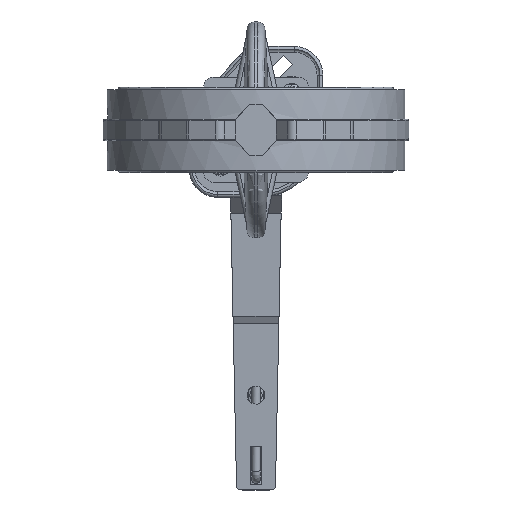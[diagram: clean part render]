
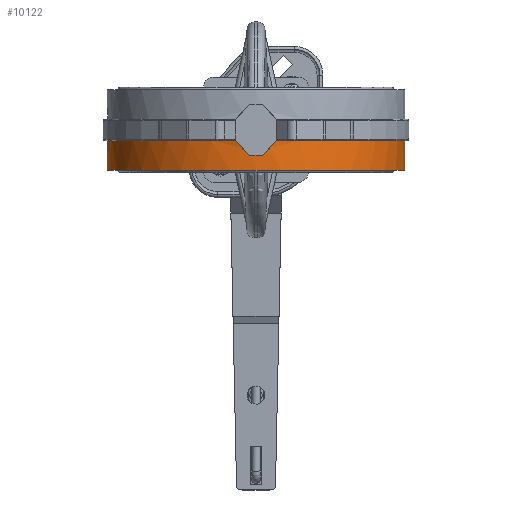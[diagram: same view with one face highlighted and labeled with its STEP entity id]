
A CAD part, front view. The second image highlights one B-rep face of the part: STEP entity #10122.
In plain terms, the highlighted cylindrical face has radius 103.5 mm (diameter 207 mm), a full revolution.
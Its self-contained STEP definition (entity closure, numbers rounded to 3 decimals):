
#2194=CARTESIAN_POINT('',(-15.0,102.407,-7.5));
#2195=VERTEX_POINT('',#2194);
#2202=CARTESIAN_POINT('',(-14.,-102.549,-7.5));
#2203=VERTEX_POINT('',#2202);
#2204=CARTESIAN_POINT('',(0.0,0.0,-7.5));
#2205=DIRECTION('',(0.0,0.0,1.0));
#2206=DIRECTION('',(1.0,0.0,0.0));
#2207=AXIS2_PLACEMENT_3D('',#2204,#2205,#2206);
#2208=CIRCLE('',#2207,103.5);
#2209=EDGE_CURVE('',#2195,#2203,#2208,.T.);
#4106=CARTESIAN_POINT('',(14.,-102.549,-7.5));
#4107=VERTEX_POINT('',#4106);
#4114=CARTESIAN_POINT('',(15.0,102.407,-7.5));
#4115=VERTEX_POINT('',#4114);
#4116=CARTESIAN_POINT('',(0.0,0.0,-7.5));
#4117=DIRECTION('',(0.0,0.0,1.0));
#4118=DIRECTION('',(1.0,0.0,0.0));
#4119=AXIS2_PLACEMENT_3D('',#4116,#4117,#4118);
#4120=CIRCLE('',#4119,103.5);
#4121=EDGE_CURVE('',#4107,#4115,#4120,.T.);
#5635=CARTESIAN_POINT('',(4.5,103.402,-22.5));
#5636=VERTEX_POINT('',#5635);
#5643=CARTESIAN_POINT('',(-4.5,103.402,-22.5));
#5644=VERTEX_POINT('',#5643);
#5645=CARTESIAN_POINT('',(0.0,0.0,-22.5));
#5646=DIRECTION('',(0.0,0.0,-1.0));
#5647=DIRECTION('',(1.0,0.0,0.0));
#5648=AXIS2_PLACEMENT_3D('',#5645,#5646,#5647);
#5649=CIRCLE('',#5648,103.5);
#5650=EDGE_CURVE('',#5644,#5636,#5649,.T.);
#8943=CARTESIAN_POINT('',(4.5,-103.402,-17.75));
#8944=VERTEX_POINT('',#8943);
#8945=CARTESIAN_POINT('',(-4.5,-103.402,-17.75));
#8946=VERTEX_POINT('',#8945);
#8947=CARTESIAN_POINT('',(0.0,0.0,-17.75));
#8948=DIRECTION('',(0.0,0.0,-1.0));
#8949=DIRECTION('',(1.0,0.0,0.0));
#8950=AXIS2_PLACEMENT_3D('',#8947,#8948,#8949);
#8951=CIRCLE('',#8950,103.5);
#8952=EDGE_CURVE('',#8944,#8946,#8951,.T.);
#8984=CARTESIAN_POINT('',(0.0,0.0,-22.605));
#8985=DIRECTION('',(0.733,0.0,-0.68));
#8986=DIRECTION('',(0.68,0.0,0.733));
#8987=AXIS2_PLACEMENT_3D('',#8984,#8985,#8986);
#8988=ELLIPSE('',#8987,152.259,103.5);
#8989=EDGE_CURVE('',#4107,#8944,#8988,.T.);
#9073=CARTESIAN_POINT('',(0.0,0.0,-22.605));
#9074=DIRECTION('',(-0.733,0.0,-0.68));
#9075=DIRECTION('',(0.68,0.0,-0.733));
#9076=AXIS2_PLACEMENT_3D('',#9073,#9074,#9075);
#9077=ELLIPSE('',#9076,152.259,103.5);
#9078=EDGE_CURVE('',#8946,#2203,#9077,.T.);
#9321=CARTESIAN_POINT('',(-4.5,103.402,-17.5));
#9322=VERTEX_POINT('',#9321);
#9329=CARTESIAN_POINT('',(0.0,0.0,-21.786));
#9330=DIRECTION('',(-0.69,0.0,-0.724));
#9331=DIRECTION('',(0.724,0.0,-0.69));
#9332=AXIS2_PLACEMENT_3D('',#9329,#9330,#9331);
#9333=ELLIPSE('',#9332,142.929,103.5);
#9334=EDGE_CURVE('',#2195,#9322,#9333,.T.);
#9347=CARTESIAN_POINT('',(-4.5,103.402,-17.5));
#9348=DIRECTION('',(0.0,0.0,-1.0));
#9349=VECTOR('',#9348,5.0);
#9350=LINE('',#9347,#9349);
#9351=EDGE_CURVE('',#9322,#5644,#9350,.T.);
#9363=CARTESIAN_POINT('',(4.5,103.402,-17.5));
#9364=VERTEX_POINT('',#9363);
#9371=CARTESIAN_POINT('',(4.5,103.402,-22.5));
#9372=DIRECTION('',(0.0,0.0,1.0));
#9373=VECTOR('',#9372,5.0);
#9374=LINE('',#9371,#9373);
#9375=EDGE_CURVE('',#5636,#9364,#9374,.T.);
#9388=CARTESIAN_POINT('',(0.0,0.0,-21.786));
#9389=DIRECTION('',(0.69,0.0,-0.724));
#9390=DIRECTION('',(0.724,0.0,0.69));
#9391=AXIS2_PLACEMENT_3D('',#9388,#9389,#9390);
#9392=ELLIPSE('',#9391,142.929,103.5);
#9393=EDGE_CURVE('',#9364,#4115,#9392,.T.);
#10094=CARTESIAN_POINT('',(0.0,0.0,0.0));
#10095=DIRECTION('',(0.0,0.0,1.0));
#10096=DIRECTION('',(1.0,0.0,0.0));
#10097=AXIS2_PLACEMENT_3D('',#10094,#10095,#10096);
#10098=CYLINDRICAL_SURFACE('',#10097,103.5);
#10099=CARTESIAN_POINT('',(103.5,0.0,-28.));
#10100=VERTEX_POINT('',#10099);
#10101=CARTESIAN_POINT('',(0.0,0.0,-28.));
#10102=DIRECTION('',(0.0,0.0,1.0));
#10103=DIRECTION('',(1.0,0.0,0.0));
#10104=AXIS2_PLACEMENT_3D('',#10101,#10102,#10103);
#10105=CIRCLE('',#10104,103.5);
#10106=EDGE_CURVE('',#10100,#10100,#10105,.T.);
#10107=ORIENTED_EDGE('',*,*,#10106,.T.);
#10108=EDGE_LOOP('',(#10107));
#10109=FACE_OUTER_BOUND('',#10108,.T.);
#10110=ORIENTED_EDGE('',*,*,#2209,.F.);
#10111=ORIENTED_EDGE('',*,*,#9334,.T.);
#10112=ORIENTED_EDGE('',*,*,#9351,.T.);
#10113=ORIENTED_EDGE('',*,*,#5650,.T.);
#10114=ORIENTED_EDGE('',*,*,#9375,.T.);
#10115=ORIENTED_EDGE('',*,*,#9393,.T.);
#10116=ORIENTED_EDGE('',*,*,#4121,.F.);
#10117=ORIENTED_EDGE('',*,*,#8989,.T.);
#10118=ORIENTED_EDGE('',*,*,#8952,.T.);
#10119=ORIENTED_EDGE('',*,*,#9078,.T.);
#10120=EDGE_LOOP('',(#10110,#10111,#10112,#10113,#10114,#10115,#10116,#10117,#10118,#10119));
#10121=FACE_BOUND('',#10120,.T.);
#10122=ADVANCED_FACE('',(#10109,#10121),#10098,.T.);
